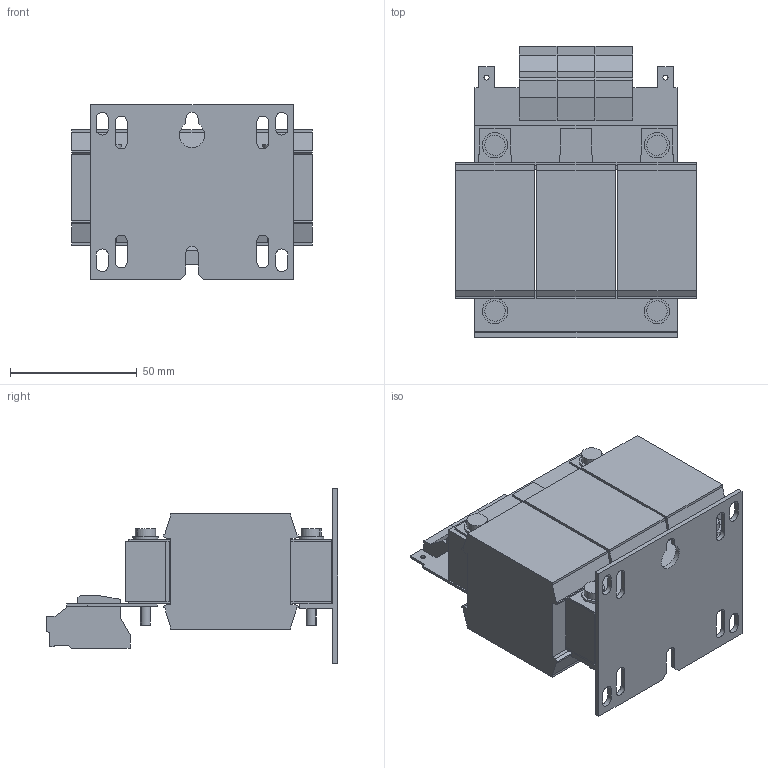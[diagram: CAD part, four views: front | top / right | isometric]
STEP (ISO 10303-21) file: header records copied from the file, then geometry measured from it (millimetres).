
FILE_DESCRIPTION (( 'STEP AP214' ), '1' );
FILE_NAME ('379794.STEP', '2021-09-14T09:22:01', ( '' ), ( '' ), 'SwSTEP 2.0', 'SolidWorks 2018', '' );
FILE_SCHEMA (( 'AUTOMOTIVE_DESIGN' ));
Length unit declared in the file: millimetre
Products named in the file (1): 379794
Bounding box: 95 x 115.2 x 69 mm (x, y, z)
Volume: 312584.6 mm3; surface area: 61455.8 mm2
Topology: 1 solids, 1 shells, 445 faces, 1172 edges, 756 vertices
Faces by surface type: plane 368, cylinder 77
Entity records: 13590 total; most frequent: CARTESIAN_POINT 2374, ORIENTED_EDGE 2344, DIRECTION 2218, EDGE_CURVE 1172, LINE 1018, VECTOR 1018, VERTEX_POINT 756, AXIS2_PLACEMENT_3D 600
